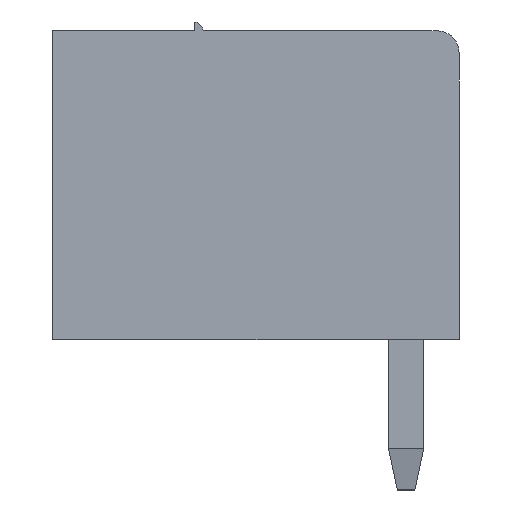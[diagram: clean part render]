
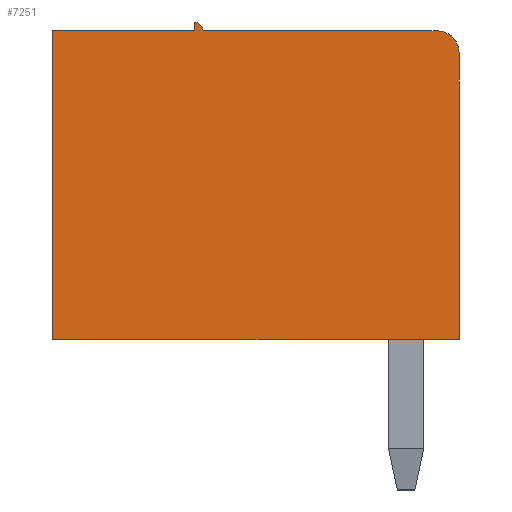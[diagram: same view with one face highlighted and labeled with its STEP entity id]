
A CAD part, left-side view. The second image highlights one B-rep face of the part: STEP entity #7251.
In plain terms, the highlighted planar face has unit normal (-1, 0, 0).
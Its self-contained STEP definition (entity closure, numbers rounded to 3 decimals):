
#479 = CIRCLE ( 'NONE', #1941, 0.5 ) ;
#1941 = AXIS2_PLACEMENT_3D ( 'NONE', #23714, #16049, #29681 ) ;
#2236 = AXIS2_PLACEMENT_3D ( 'NONE', #5261, #26186, #2986 ) ;
#2371 = CARTESIAN_POINT ( 'NONE',  ( 0., 0., 6.5 ) ) ;
#2578 = CARTESIAN_POINT ( 'NONE',  ( 0., 9.2, 7. ) ) ;
#2850 = EDGE_CURVE ( 'NONE', #26706, #13341, #10286, .T. ) ;
#2986 = DIRECTION ( 'NONE',  ( 0., 0., 1. ) ) ;
#3181 = VECTOR ( 'NONE', #3534, 1000. ) ;
#3322 = EDGE_CURVE ( 'NONE', #11045, #23797, #22859, .T. ) ;
#3534 = DIRECTION ( 'NONE',  ( 0., -1., 0. ) ) ;
#3712 = DIRECTION ( 'NONE',  ( 0., -1., 0. ) ) ;
#3752 = FACE_OUTER_BOUND ( 'NONE', #3884, .T. ) ;
#3884 = EDGE_LOOP ( 'NONE', ( #10479, #23162, #29440, #24292, #13751, #8484, #11677, #16426 ) ) ;
#3927 = DIRECTION ( 'NONE',  ( 0., 0., -1. ) ) ;
#4680 = CARTESIAN_POINT ( 'NONE',  ( 0., 6., 7.2 ) ) ;
#4814 = VERTEX_POINT ( 'NONE', #24847 ) ;
#5261 = CARTESIAN_POINT ( 'NONE',  ( 0., 6., 7. ) ) ;
#5347 = VERTEX_POINT ( 'NONE', #2371 ) ;
#7251 = ADVANCED_FACE ( 'NONE', ( #3752 ), #21512, .F. ) ;
#7360 = VECTOR ( 'NONE', #3927, 1000. ) ;
#7805 = CARTESIAN_POINT ( 'NONE',  ( 0., 9.2, 7. ) ) ;
#8096 = CIRCLE ( 'NONE', #2236, 0.2 ) ;
#8484 = ORIENTED_EDGE ( 'NONE', *, *, #3322, .F. ) ;
#8637 = DIRECTION ( 'NONE',  ( 0., 0., -1. ) ) ;
#9076 = EDGE_CURVE ( 'NONE', #5347, #13341, #479, .T. ) ;
#9241 = AXIS2_PLACEMENT_3D ( 'NONE', #10051, #14723, #8637 ) ;
#9254 = DIRECTION ( 'NONE',  ( 0., -1., 0. ) ) ;
#9409 = LINE ( 'NONE', #12135, #24298 ) ;
#9714 = CARTESIAN_POINT ( 'NONE',  ( 0., 9.2, 7. ) ) ;
#10051 = CARTESIAN_POINT ( 'NONE',  ( 0., 9.2, 7. ) ) ;
#10286 = LINE ( 'NONE', #7805, #3181 ) ;
#10324 = LINE ( 'NONE', #9714, #28988 ) ;
#10479 = ORIENTED_EDGE ( 'NONE', *, *, #17468, .T. ) ;
#11020 = VECTOR ( 'NONE', #9254, 1000. ) ;
#11045 = VERTEX_POINT ( 'NONE', #2578 ) ;
#11056 = CARTESIAN_POINT ( 'NONE',  ( 0., 9.2, 0. ) ) ;
#11677 = ORIENTED_EDGE ( 'NONE', *, *, #26036, .F. ) ;
#12135 = CARTESIAN_POINT ( 'NONE',  ( 0., 0., 7. ) ) ;
#13341 = VERTEX_POINT ( 'NONE', #28060 ) ;
#13751 = ORIENTED_EDGE ( 'NONE', *, *, #19466, .T. ) ;
#13960 = VERTEX_POINT ( 'NONE', #4680 ) ;
#14358 = VERTEX_POINT ( 'NONE', #14966 ) ;
#14723 = DIRECTION ( 'NONE',  ( 1., 0., 0. ) ) ;
#14966 = CARTESIAN_POINT ( 'NONE',  ( 0., 9.2, 0. ) ) ;
#16049 = DIRECTION ( 'NONE',  ( -1., 0., 0. ) ) ;
#16314 = VECTOR ( 'NONE', #3712, 1000. ) ;
#16426 = ORIENTED_EDGE ( 'NONE', *, *, #23987, .T. ) ;
#17468 = EDGE_CURVE ( 'NONE', #4814, #5347, #9409, .T. ) ;
#19466 = EDGE_CURVE ( 'NONE', #13960, #23797, #22156, .T. ) ;
#21184 = CARTESIAN_POINT ( 'NONE',  ( 0., 6., 7. ) ) ;
#21512 = PLANE ( 'NONE',  #9241 ) ;
#22156 = LINE ( 'NONE', #26536, #7360 ) ;
#22859 = LINE ( 'NONE', #24989, #11020 ) ;
#23162 = ORIENTED_EDGE ( 'NONE', *, *, #9076, .T. ) ;
#23714 = CARTESIAN_POINT ( 'NONE',  ( 0., 0.5, 6.5 ) ) ;
#23797 = VERTEX_POINT ( 'NONE', #21184 ) ;
#23987 = EDGE_CURVE ( 'NONE', #14358, #4814, #24687, .T. ) ;
#24184 = CARTESIAN_POINT ( 'NONE',  ( 0., 5.8, 7. ) ) ;
#24292 = ORIENTED_EDGE ( 'NONE', *, *, #24460, .T. ) ;
#24298 = VECTOR ( 'NONE', #27850, 1000. ) ;
#24460 = EDGE_CURVE ( 'NONE', #26706, #13960, #8096, .T. ) ;
#24687 = LINE ( 'NONE', #11056, #16314 ) ;
#24847 = CARTESIAN_POINT ( 'NONE',  ( 0., 0., 0. ) ) ;
#24989 = CARTESIAN_POINT ( 'NONE',  ( 0., 9.2, 7. ) ) ;
#25868 = DIRECTION ( 'NONE',  ( 0., 0., 1. ) ) ;
#26036 = EDGE_CURVE ( 'NONE', #14358, #11045, #10324, .T. ) ;
#26186 = DIRECTION ( 'NONE',  ( -1., 0., 0. ) ) ;
#26536 = CARTESIAN_POINT ( 'NONE',  ( 0., 6., 7. ) ) ;
#26706 = VERTEX_POINT ( 'NONE', #24184 ) ;
#27850 = DIRECTION ( 'NONE',  ( 0., 0., 1. ) ) ;
#28060 = CARTESIAN_POINT ( 'NONE',  ( 0., 0.5, 7. ) ) ;
#28988 = VECTOR ( 'NONE', #25868, 1000. ) ;
#29440 = ORIENTED_EDGE ( 'NONE', *, *, #2850, .F. ) ;
#29681 = DIRECTION ( 'NONE',  ( 0., 0., -1. ) ) ;
